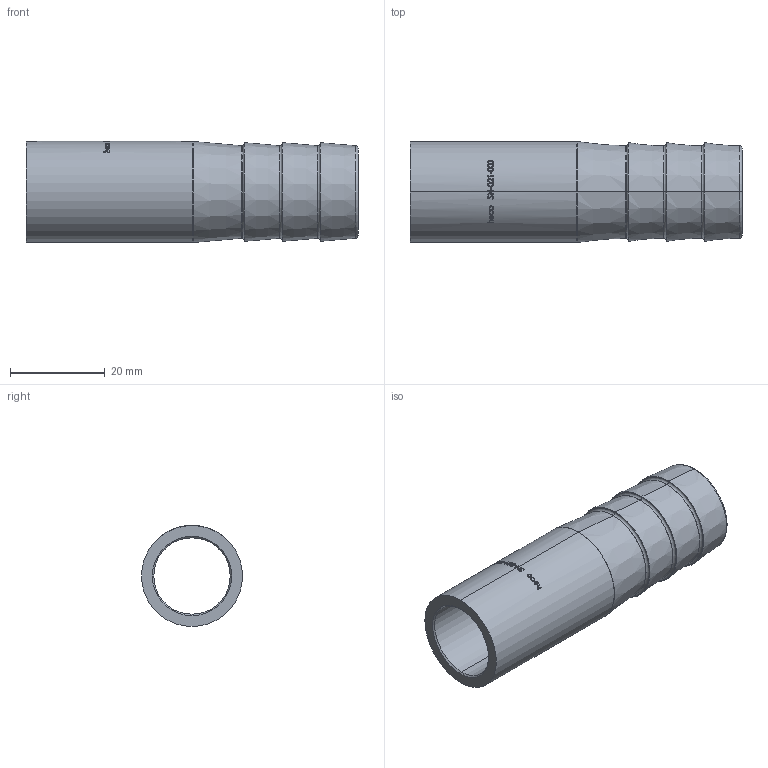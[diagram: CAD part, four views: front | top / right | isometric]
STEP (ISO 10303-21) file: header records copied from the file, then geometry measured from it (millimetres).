
FILE_DESCRIPTION (( 'STEP AP214' ), '1' );
FILE_NAME ('SN-021-000-x Anschweiß-Schlauchnippel.STEP', '2018-05-23T10:03:06', ( '' ), ( '' ), 'SwSTEP 2.0', 'SolidWorks 2016', '' );
FILE_SCHEMA (( 'AUTOMOTIVE_DESIGN' ));
Length unit declared in the file: millimetre
Products named in the file (1): SN-021-000-x Anschweiß-Schlauchnippel
Bounding box: 70 x 21.3 x 21.3 mm (x, y, z)
Volume: 9434.6 mm3; surface area: 8412 mm2
Topology: 1 solids, 1 shells, 197 faces, 494 edges, 318 vertices
Faces by surface type: bspline 102, plane 37, cylinder 24, cone 18, torus 16
Entity records: 15603 total; most frequent: CARTESIAN_POINT 10042, ORIENTED_EDGE 988, EDGE_CURVE 494, DIRECTION 465, VERTEX_POINT 318, B_SPLINE_CURVE_WITH_KNOTS 317, EDGE_LOOP 218, FACE_OUTER_BOUND 197
